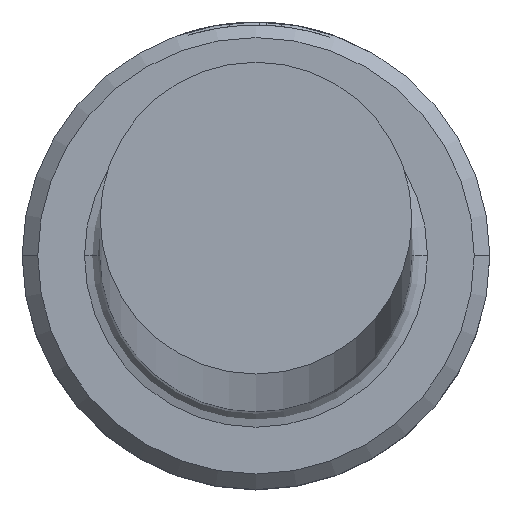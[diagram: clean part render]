
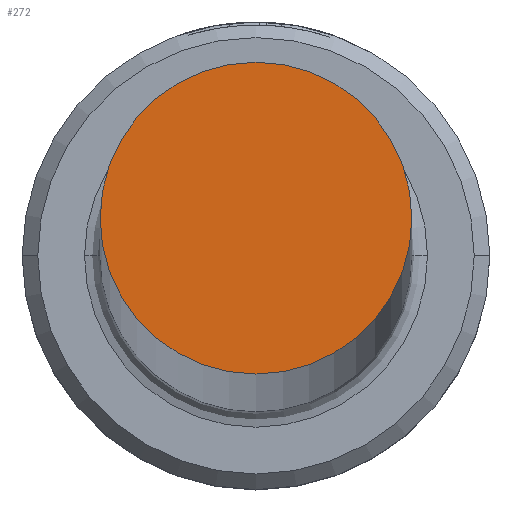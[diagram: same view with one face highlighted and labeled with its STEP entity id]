
A CAD part, top view. The second image highlights one B-rep face of the part: STEP entity #272.
In plain terms, the highlighted planar face has unit normal (0, 0, 1).
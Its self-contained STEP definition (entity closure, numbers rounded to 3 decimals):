
#81 = DIRECTION ( 'NONE',  ( 0., 0., 1. ) ) ;
#164 = CARTESIAN_POINT ( 'NONE',  ( 0., 0., 700. ) ) ;
#168 = AXIS2_PLACEMENT_3D ( 'NONE', #164, #983, #1061 ) ;
#213 = EDGE_CURVE ( 'NONE', #373, #942, #310, .T. ) ;
#272 = ADVANCED_FACE ( 'NONE', ( #342 ), #1173, .T. ) ;
#284 = CIRCLE ( 'NONE', #613, 5. ) ;
#310 = CIRCLE ( 'NONE', #168, 5. ) ;
#342 = FACE_OUTER_BOUND ( 'NONE', #657, .T. ) ;
#373 = VERTEX_POINT ( 'NONE', #876 ) ;
#571 = CARTESIAN_POINT ( 'NONE',  ( -5., 0., 700. ) ) ;
#613 = AXIS2_PLACEMENT_3D ( 'NONE', #627, #81, #717 ) ;
#623 = DIRECTION ( 'NONE',  ( 1., 0., 0. ) ) ;
#627 = CARTESIAN_POINT ( 'NONE',  ( 0., 0., 700. ) ) ;
#653 = AXIS2_PLACEMENT_3D ( 'NONE', #1154, #682, #623 ) ;
#657 = EDGE_LOOP ( 'NONE', ( #771, #817 ) ) ;
#682 = DIRECTION ( 'NONE',  ( 0., 0., 1. ) ) ;
#717 = DIRECTION ( 'NONE',  ( 1., 0., 0. ) ) ;
#771 = ORIENTED_EDGE ( 'NONE', *, *, #812, .T. ) ;
#812 = EDGE_CURVE ( 'NONE', #942, #373, #284, .T. ) ;
#817 = ORIENTED_EDGE ( 'NONE', *, *, #213, .T. ) ;
#876 = CARTESIAN_POINT ( 'NONE',  ( 5., 0., 700. ) ) ;
#942 = VERTEX_POINT ( 'NONE', #571 ) ;
#983 = DIRECTION ( 'NONE',  ( 0., 0., 1. ) ) ;
#1061 = DIRECTION ( 'NONE',  ( 1., 0., 0. ) ) ;
#1154 = CARTESIAN_POINT ( 'NONE',  ( 0., 0., 700. ) ) ;
#1173 = PLANE ( 'NONE',  #653 ) ;
